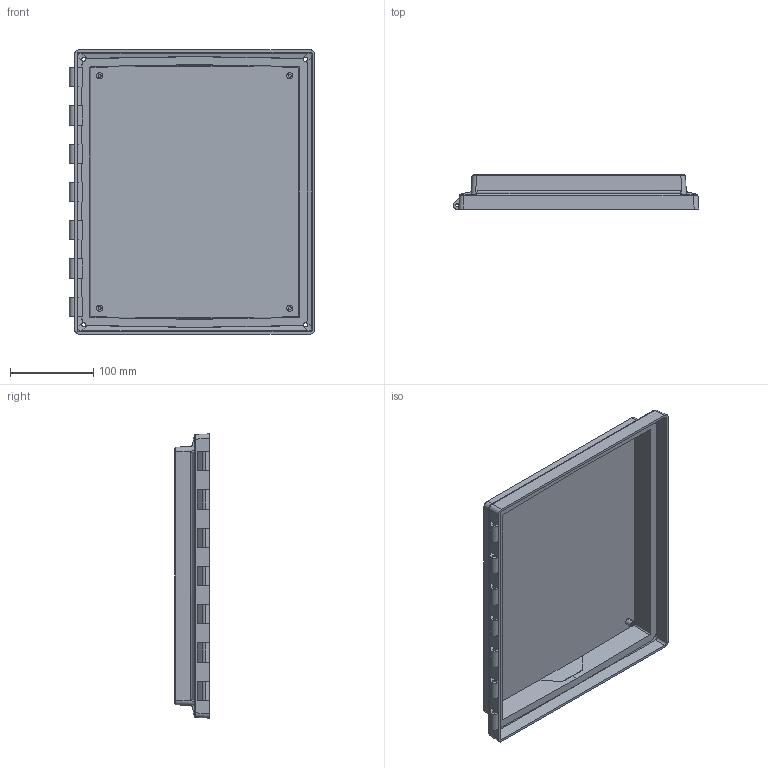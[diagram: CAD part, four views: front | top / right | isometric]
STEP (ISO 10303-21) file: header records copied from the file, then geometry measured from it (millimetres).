
FILE_DESCRIPTION (( 'STEP AP214' ), '1' );
FILE_NAME ('12x10_hinge_cover.STEP', '2008-02-11T08:08:11', ( 'Kenneth Weber' ), ( 'FIBOX Oy Ab' ), 'SwSTEP 2.0', 'SolidWorks 2007', '' );
FILE_SCHEMA (( 'AUTOMOTIVE_DESIGN' ));
Length unit declared in the file: millimetre
Products named in the file (1): 12x10_hinge_cover
Bounding box: 295.08 x 42 x 341.84 mm (x, y, z)
Volume: 557002.8 mm3; surface area: 296483.5 mm2
Topology: 1 solids, 1 shells, 260 faces, 732 edges, 476 vertices
Faces by surface type: plane 133, cylinder 95, bspline 20, cone 12
Entity records: 9210 total; most frequent: CARTESIAN_POINT 2784, ORIENTED_EDGE 1464, DIRECTION 1201, EDGE_CURVE 732, VERTEX_POINT 476, VECTOR 409, LINE 409, AXIS2_PLACEMENT_3D 396
